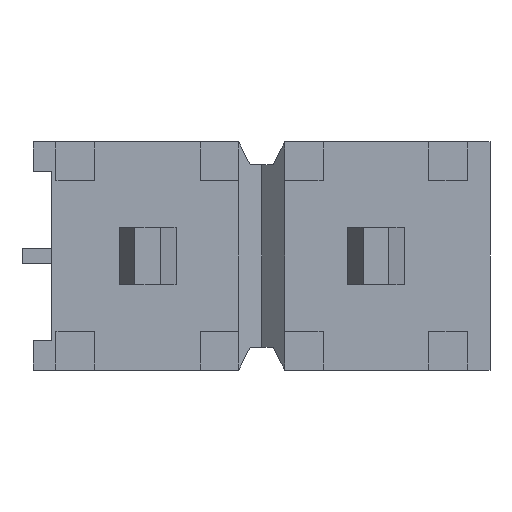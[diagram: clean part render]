
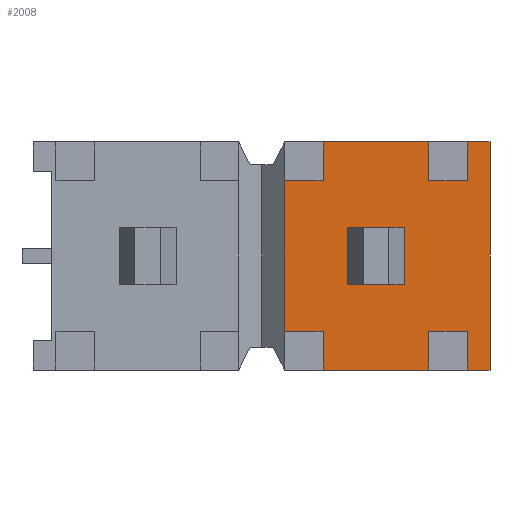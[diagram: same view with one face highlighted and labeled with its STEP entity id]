
A CAD part, front view. The second image highlights one B-rep face of the part: STEP entity #2008.
In plain terms, the highlighted planar face has unit normal (0, -1, 0).
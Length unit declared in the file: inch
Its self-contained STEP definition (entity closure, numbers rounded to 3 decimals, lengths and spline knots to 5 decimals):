
#499=ORIENTED_EDGE('',*,*,#827,.T.);
#500=ORIENTED_EDGE('',*,*,#712,.T.);
#501=ORIENTED_EDGE('',*,*,#770,.T.);
#502=ORIENTED_EDGE('',*,*,#845,.T.);
#503=ORIENTED_EDGE('',*,*,#781,.F.);
#504=ORIENTED_EDGE('',*,*,#708,.T.);
#505=ORIENTED_EDGE('',*,*,#786,.T.);
#506=ORIENTED_EDGE('',*,*,#846,.T.);
#507=ORIENTED_EDGE('',*,*,#692,.F.);
#508=ORIENTED_EDGE('',*,*,#847,.F.);
#509=ORIENTED_EDGE('',*,*,#787,.T.);
#510=ORIENTED_EDGE('',*,*,#733,.T.);
#511=ORIENTED_EDGE('',*,*,#784,.F.);
#512=ORIENTED_EDGE('',*,*,#848,.F.);
#513=ORIENTED_EDGE('',*,*,#771,.T.);
#514=ORIENTED_EDGE('',*,*,#729,.T.);
#515=ORIENTED_EDGE('',*,*,#809,.F.);
#516=ORIENTED_EDGE('',*,*,#796,.F.);
#517=ORIENTED_EDGE('',*,*,#793,.F.);
#518=ORIENTED_EDGE('',*,*,#790,.F.);
#692=EDGE_CURVE('',#932,#928,#1142,.T.);
#708=EDGE_CURVE('',#945,#944,#1158,.T.);
#712=EDGE_CURVE('',#949,#948,#1162,.T.);
#729=EDGE_CURVE('',#962,#961,#1179,.T.);
#733=EDGE_CURVE('',#966,#965,#1183,.T.);
#770=EDGE_CURVE('',#948,#987,#1220,.T.);
#771=EDGE_CURVE('',#988,#962,#1221,.T.);
#781=EDGE_CURVE('',#945,#993,#1231,.T.);
#784=EDGE_CURVE('',#994,#965,#1234,.T.);
#786=EDGE_CURVE('',#944,#995,#1236,.T.);
#787=EDGE_CURVE('',#996,#966,#1237,.T.);
#790=EDGE_CURVE('',#998,#999,#1240,.T.);
#793=EDGE_CURVE('',#999,#1001,#1243,.T.);
#796=EDGE_CURVE('',#1001,#1003,#1246,.T.);
#809=EDGE_CURVE('',#1003,#998,#1259,.T.);
#827=EDGE_CURVE('',#961,#949,#1277,.T.);
#845=EDGE_CURVE('',#987,#993,#1295,.T.);
#846=EDGE_CURVE('',#995,#928,#1296,.T.);
#847=EDGE_CURVE('',#996,#932,#1297,.T.);
#848=EDGE_CURVE('',#988,#994,#1298,.T.);
#928=VERTEX_POINT('',#2879);
#932=VERTEX_POINT('',#2888);
#944=VERTEX_POINT('',#2918);
#945=VERTEX_POINT('',#2920);
#948=VERTEX_POINT('',#2926);
#949=VERTEX_POINT('',#2928);
#961=VERTEX_POINT('',#2958);
#962=VERTEX_POINT('',#2960);
#965=VERTEX_POINT('',#2966);
#966=VERTEX_POINT('',#2968);
#987=VERTEX_POINT('',#3040);
#988=VERTEX_POINT('',#3044);
#993=VERTEX_POINT('',#3064);
#994=VERTEX_POINT('',#3068);
#995=VERTEX_POINT('',#3072);
#996=VERTEX_POINT('',#3076);
#998=VERTEX_POINT('',#3081);
#999=VERTEX_POINT('',#3083);
#1001=VERTEX_POINT('',#3089);
#1003=VERTEX_POINT('',#3095);
#1142=LINE('',#2889,#1416);
#1158=LINE('',#2919,#1432);
#1162=LINE('',#2927,#1436);
#1179=LINE('',#2959,#1453);
#1183=LINE('',#2967,#1457);
#1220=LINE('',#3041,#1494);
#1221=LINE('',#3043,#1495);
#1231=LINE('',#3063,#1505);
#1234=LINE('',#3069,#1508);
#1236=LINE('',#3073,#1510);
#1237=LINE('',#3075,#1511);
#1240=LINE('',#3082,#1514);
#1243=LINE('',#3088,#1517);
#1246=LINE('',#3094,#1520);
#1259=LINE('',#3121,#1533);
#1277=LINE('',#3156,#1551);
#1295=LINE('',#3189,#1569);
#1296=LINE('',#3190,#1570);
#1297=LINE('',#3191,#1571);
#1298=LINE('',#3192,#1572);
#1416=VECTOR('',#2359,39.37008);
#1432=VECTOR('',#2379,39.37008);
#1436=VECTOR('',#2383,39.37008);
#1453=VECTOR('',#2404,39.37008);
#1457=VECTOR('',#2408,39.37008);
#1494=VECTOR('',#2475,39.37008);
#1495=VECTOR('',#2478,39.37008);
#1505=VECTOR('',#2498,39.37008);
#1508=VECTOR('',#2503,39.37008);
#1510=VECTOR('',#2507,39.37008);
#1511=VECTOR('',#2510,39.37008);
#1514=VECTOR('',#2515,39.37008);
#1517=VECTOR('',#2520,39.37008);
#1520=VECTOR('',#2525,39.37008);
#1533=VECTOR('',#2546,39.37008);
#1551=VECTOR('',#2574,39.37008);
#1569=VECTOR('',#2614,39.37008);
#1570=VECTOR('',#2615,39.37008);
#1571=VECTOR('',#2616,39.37008);
#1572=VECTOR('',#2617,39.37008);
#1677=EDGE_LOOP('',(#499,#500,#501,#502,#503,#504,#505,#506,#507,#508,#509,
#510,#511,#512,#513,#514));
#1678=EDGE_LOOP('',(#515,#516,#517,#518));
#1793=FACE_BOUND('',#1677,.T.);
#1794=FACE_BOUND('',#1678,.T.);
#1901=PLANE('',#2142);
#2008=ADVANCED_FACE('',(#1793,#1794),#1901,.T.);
#2142=AXIS2_PLACEMENT_3D('',#3188,#2612,#2613);
#2359=DIRECTION('',(0.,0.,1.));
#2379=DIRECTION('',(-1.,0.,0.));
#2383=DIRECTION('',(-1.,0.,0.));
#2404=DIRECTION('',(1.,0.,0.));
#2408=DIRECTION('',(1.,0.,0.));
#2475=DIRECTION('',(0.,0.,-1.));
#2478=DIRECTION('',(0.,0.,-1.));
#2498=DIRECTION('',(0.,0.,-1.));
#2503=DIRECTION('',(0.,0.,-1.));
#2507=DIRECTION('',(0.,0.,-1.));
#2510=DIRECTION('',(0.,0.,-1.));
#2515=DIRECTION('',(1.,0.,0.));
#2520=DIRECTION('',(0.,0.,1.));
#2525=DIRECTION('',(-1.,0.,0.));
#2546=DIRECTION('',(0.,0.,-1.));
#2574=DIRECTION('',(0.,0.,1.));
#2612=DIRECTION('',(0.,-1.,0.));
#2613=DIRECTION('',(0.,0.,-1.));
#2614=DIRECTION('',(-1.,0.,0.));
#2615=DIRECTION('',(-1.,0.,0.));
#2616=DIRECTION('',(-1.,0.,0.));
#2617=DIRECTION('',(-1.,0.,0.));
#2879=CARTESIAN_POINT('',(0.01,0.02,0.033));
#2888=CARTESIAN_POINT('',(0.01,0.02,-0.033));
#2889=CARTESIAN_POINT('',(0.01,0.02,0.2));
#2918=CARTESIAN_POINT('',(0.02688,0.02,0.05));
#2919=CARTESIAN_POINT('',(-0.1,0.02,0.05));
#2920=CARTESIAN_POINT('',(0.07312,0.02,0.05));
#2926=CARTESIAN_POINT('',(0.09012,0.02,0.05));
#2927=CARTESIAN_POINT('',(-0.1,0.02,0.05));
#2928=CARTESIAN_POINT('',(0.1,0.02,0.05));
#2958=CARTESIAN_POINT('',(0.1,0.02,-0.05));
#2959=CARTESIAN_POINT('',(0.1,0.02,-0.05));
#2960=CARTESIAN_POINT('',(0.09012,0.02,-0.05));
#2966=CARTESIAN_POINT('',(0.07312,0.02,-0.05));
#2967=CARTESIAN_POINT('',(0.1,0.02,-0.05));
#2968=CARTESIAN_POINT('',(0.02688,0.02,-0.05));
#3040=CARTESIAN_POINT('',(0.09012,0.02,0.033));
#3041=CARTESIAN_POINT('',(0.09012,0.02,0.1));
#3043=CARTESIAN_POINT('',(0.09012,0.02,0.1));
#3044=CARTESIAN_POINT('',(0.09012,0.02,-0.033));
#3063=CARTESIAN_POINT('',(0.07312,0.02,0.1));
#3064=CARTESIAN_POINT('',(0.07312,0.02,0.033));
#3068=CARTESIAN_POINT('',(0.07312,0.02,-0.033));
#3069=CARTESIAN_POINT('',(0.07312,0.02,0.1));
#3072=CARTESIAN_POINT('',(0.02688,0.02,0.033));
#3073=CARTESIAN_POINT('',(0.02688,0.02,0.1));
#3075=CARTESIAN_POINT('',(0.02688,0.02,0.1));
#3076=CARTESIAN_POINT('',(0.02688,0.02,-0.033));
#3081=CARTESIAN_POINT('',(0.0375,0.02,-0.0125));
#3082=CARTESIAN_POINT('',(0.0625,0.02,-0.0125));
#3083=CARTESIAN_POINT('',(0.0625,0.02,-0.0125));
#3088=CARTESIAN_POINT('',(0.0625,0.02,0.0125));
#3089=CARTESIAN_POINT('',(0.0625,0.02,0.0125));
#3094=CARTESIAN_POINT('',(0.0375,0.02,0.0125));
#3095=CARTESIAN_POINT('',(0.0375,0.02,0.0125));
#3121=CARTESIAN_POINT('',(0.0375,0.02,-0.0125));
#3156=CARTESIAN_POINT('',(0.1,0.02,0.05));
#3188=CARTESIAN_POINT('',(0.13637,0.02,0.1));
#3189=CARTESIAN_POINT('',(0.2,0.02,0.033));
#3190=CARTESIAN_POINT('',(0.2,0.02,0.033));
#3191=CARTESIAN_POINT('',(0.2,0.02,-0.033));
#3192=CARTESIAN_POINT('',(0.2,0.02,-0.033));
